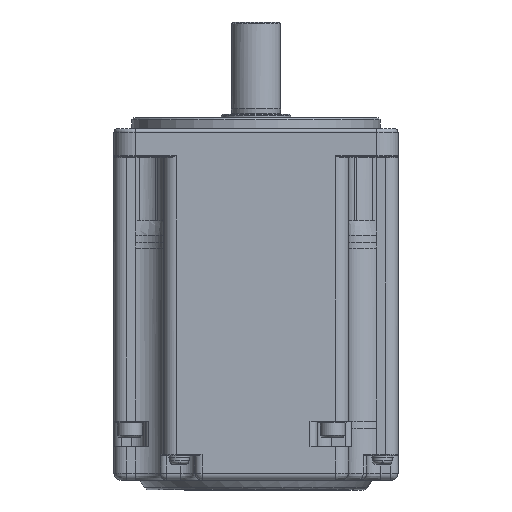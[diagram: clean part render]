
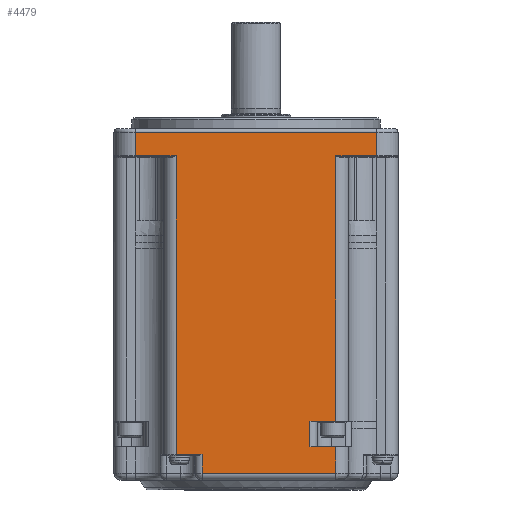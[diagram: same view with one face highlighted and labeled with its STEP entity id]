
A CAD part, front view. The second image highlights one B-rep face of the part: STEP entity #4479.
In plain terms, the highlighted planar face has unit normal (0, -1, 0).
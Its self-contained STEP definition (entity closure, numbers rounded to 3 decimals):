
#2140=CARTESIAN_POINT('',(22.5,-40.,-100.1));
#2141=VERTEX_POINT('',#2140);
#2166=CARTESIAN_POINT('',(-15.2,-40.,-100.1));
#2167=VERTEX_POINT('',#2166);
#2177=CARTESIAN_POINT('',(-15.2,-40.,-100.1));
#2178=DIRECTION('',(1.,0.,0.));
#2179=VECTOR('',#2178,37.7);
#2180=LINE('',#2177,#2179);
#2181=EDGE_CURVE('',#2167,#2141,#2180,.T.);
#4339=CARTESIAN_POINT('',(22.5,-40.,-92.6));
#4340=VERTEX_POINT('',#4339);
#4341=CARTESIAN_POINT('',(22.5,-40.,-100.1));
#4342=DIRECTION('',(0.,0.,1.));
#4343=VECTOR('',#4342,7.5);
#4344=LINE('',#4341,#4343);
#4345=EDGE_CURVE('',#2141,#4340,#4344,.T.);
#4376=CARTESIAN_POINT('',(0.,-40.,-52.05));
#4377=DIRECTION('',(0.,0.,1.));
#4378=DIRECTION('',(0.,-1.,0.));
#4379=AXIS2_PLACEMENT_3D('',#4376,#4378,#4377);
#4380=PLANE('',#4379);
#4381=CARTESIAN_POINT('',(22.5,-40.,-10.7));
#4382=VERTEX_POINT('',#4381);
#4383=CARTESIAN_POINT('',(34.,-40.,-10.7));
#4384=VERTEX_POINT('',#4383);
#4385=CARTESIAN_POINT('',(22.5,-40.,-10.7));
#4386=DIRECTION('',(1.,0.,0.));
#4387=VECTOR('',#4386,11.5);
#4388=LINE('',#4385,#4387);
#4389=EDGE_CURVE('',#4382,#4384,#4388,.T.);
#4390=ORIENTED_EDGE('',*,*,#4389,.T.);
#4391=CARTESIAN_POINT('',(34.,-40.,-4.));
#4392=VERTEX_POINT('',#4391);
#4393=CARTESIAN_POINT('',(34.,-40.,-4.));
#4394=DIRECTION('',(0.,0.,-1.));
#4395=VECTOR('',#4394,6.7);
#4396=LINE('',#4393,#4395);
#4397=EDGE_CURVE('',#4392,#4384,#4396,.T.);
#4398=ORIENTED_EDGE('',*,*,#4397,.F.);
#4399=CARTESIAN_POINT('',(-34.,-40.,-4.));
#4400=VERTEX_POINT('',#4399);
#4401=CARTESIAN_POINT('',(34.,-40.,-4.));
#4402=DIRECTION('',(-1.,0.,0.));
#4403=VECTOR('',#4402,68.);
#4404=LINE('',#4401,#4403);
#4405=EDGE_CURVE('',#4392,#4400,#4404,.T.);
#4406=ORIENTED_EDGE('',*,*,#4405,.T.);
#4407=CARTESIAN_POINT('',(-34.,-40.,-10.7));
#4408=VERTEX_POINT('',#4407);
#4409=CARTESIAN_POINT('',(-34.,-40.,-4.));
#4410=DIRECTION('',(0.,0.,-1.));
#4411=VECTOR('',#4410,6.7);
#4412=LINE('',#4409,#4411);
#4413=EDGE_CURVE('',#4400,#4408,#4412,.T.);
#4414=ORIENTED_EDGE('',*,*,#4413,.T.);
#4415=CARTESIAN_POINT('',(-22.5,-40.,-10.7));
#4416=VERTEX_POINT('',#4415);
#4417=CARTESIAN_POINT('',(-22.5,-40.,-10.7));
#4418=DIRECTION('',(-1.,0.,0.));
#4419=VECTOR('',#4418,11.5);
#4420=LINE('',#4417,#4419);
#4421=EDGE_CURVE('',#4416,#4408,#4420,.T.);
#4422=ORIENTED_EDGE('',*,*,#4421,.F.);
#4423=CARTESIAN_POINT('',(-22.5,-40.,-94.8));
#4424=VERTEX_POINT('',#4423);
#4425=CARTESIAN_POINT('',(-22.5,-40.,-94.8));
#4426=DIRECTION('',(0.,0.,1.));
#4427=VECTOR('',#4426,84.1);
#4428=LINE('',#4425,#4427);
#4429=EDGE_CURVE('',#4424,#4416,#4428,.T.);
#4430=ORIENTED_EDGE('',*,*,#4429,.F.);
#4431=CARTESIAN_POINT('',(-15.2,-40.,-94.8));
#4432=VERTEX_POINT('',#4431);
#4433=CARTESIAN_POINT('',(-22.5,-40.,-94.8));
#4434=DIRECTION('',(1.,0.,0.));
#4435=VECTOR('',#4434,7.3);
#4436=LINE('',#4433,#4435);
#4437=EDGE_CURVE('',#4424,#4432,#4436,.T.);
#4438=ORIENTED_EDGE('',*,*,#4437,.T.);
#4439=CARTESIAN_POINT('',(-15.2,-40.,-94.8));
#4440=DIRECTION('',(0.,0.,-1.));
#4441=VECTOR('',#4440,5.3);
#4442=LINE('',#4439,#4441);
#4443=EDGE_CURVE('',#4432,#2167,#4442,.T.);
#4444=ORIENTED_EDGE('',*,*,#4443,.T.);
#4445=ORIENTED_EDGE('',*,*,#2181,.T.);
#4446=ORIENTED_EDGE('',*,*,#4345,.T.);
#4447=CARTESIAN_POINT('',(15.2,-40.,-92.6));
#4448=VERTEX_POINT('',#4447);
#4449=CARTESIAN_POINT('',(22.5,-40.,-92.6));
#4450=DIRECTION('',(-1.,0.,0.));
#4451=VECTOR('',#4450,7.3);
#4452=LINE('',#4449,#4451);
#4453=EDGE_CURVE('',#4340,#4448,#4452,.T.);
#4454=ORIENTED_EDGE('',*,*,#4453,.T.);
#4455=CARTESIAN_POINT('',(15.2,-40.,-85.4));
#4456=VERTEX_POINT('',#4455);
#4457=CARTESIAN_POINT('',(15.2,-40.,-92.6));
#4458=DIRECTION('',(0.,0.,1.));
#4459=VECTOR('',#4458,7.2);
#4460=LINE('',#4457,#4459);
#4461=EDGE_CURVE('',#4448,#4456,#4460,.T.);
#4462=ORIENTED_EDGE('',*,*,#4461,.T.);
#4463=CARTESIAN_POINT('',(22.5,-40.,-85.4));
#4464=VERTEX_POINT('',#4463);
#4465=CARTESIAN_POINT('',(15.2,-40.,-85.4));
#4466=DIRECTION('',(1.,0.,0.));
#4467=VECTOR('',#4466,7.3);
#4468=LINE('',#4465,#4467);
#4469=EDGE_CURVE('',#4456,#4464,#4468,.T.);
#4470=ORIENTED_EDGE('',*,*,#4469,.T.);
#4471=CARTESIAN_POINT('',(22.5,-40.,-85.4));
#4472=DIRECTION('',(0.,0.,1.));
#4473=VECTOR('',#4472,74.7);
#4474=LINE('',#4471,#4473);
#4475=EDGE_CURVE('',#4464,#4382,#4474,.T.);
#4476=ORIENTED_EDGE('',*,*,#4475,.T.);
#4477=EDGE_LOOP('',(#4390,#4398,#4406,#4414,#4422,#4430,#4438,#4444,#4445,#4446,#4454,#4462,#4470,#4476));
#4478=FACE_OUTER_BOUND('',#4477,.T.);
#4479=ADVANCED_FACE('',(#4478),#4380,.T.);
